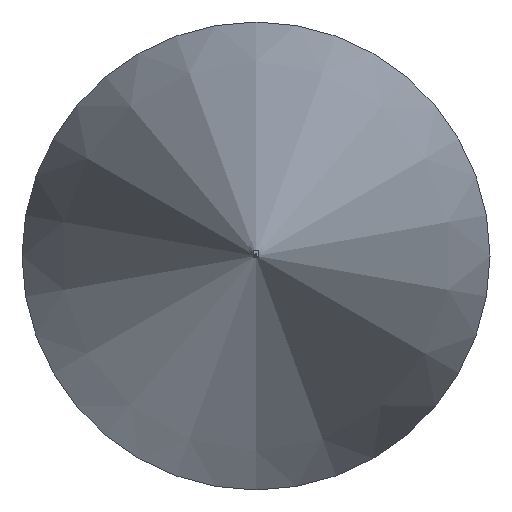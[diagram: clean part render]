
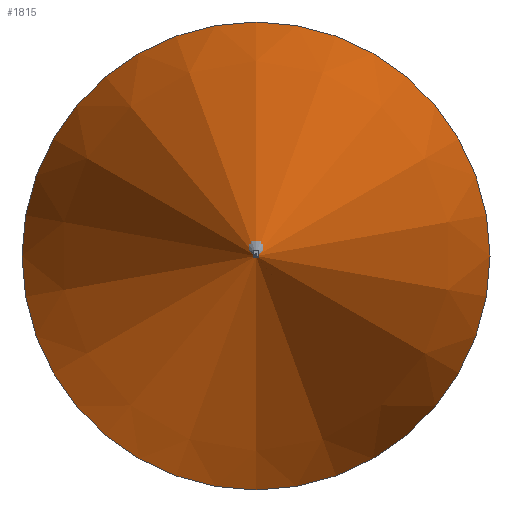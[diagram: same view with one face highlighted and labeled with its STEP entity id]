
A CAD part, front view. The second image highlights one B-rep face of the part: STEP entity #1815.
In plain terms, the highlighted conical face has half-angle 14.5 degrees and reference radius 155.361 mm.
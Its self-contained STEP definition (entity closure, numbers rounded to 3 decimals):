
#31=CONICAL_SURFACE('',#2007,155.361,0.253);
#196=FACE_OUTER_BOUND('',#304,.T.);
#304=EDGE_LOOP('',(#1673,#1674,#1675,#1676));
#336=CIRCLE('',#2006,310.531);
#337=CIRCLE('',#2008,0.19);
#505=LINE('',#3162,#673);
#673=VECTOR('',#2555,155.361);
#896=VERTEX_POINT('',#3157);
#897=VERTEX_POINT('',#3160);
#1155=EDGE_CURVE('',#896,#896,#336,.T.);
#1156=EDGE_CURVE('',#897,#897,#337,.T.);
#1157=EDGE_CURVE('',#897,#896,#505,.T.);
#1673=ORIENTED_EDGE('',*,*,#1156,.F.);
#1674=ORIENTED_EDGE('',*,*,#1157,.T.);
#1675=ORIENTED_EDGE('',*,*,#1155,.T.);
#1676=ORIENTED_EDGE('',*,*,#1157,.F.);
#1815=ADVANCED_FACE('',(#196),#31,.T.);
#2006=AXIS2_PLACEMENT_3D('',#3158,#2549,#2550);
#2007=AXIS2_PLACEMENT_3D('',#3159,#2551,#2552);
#2008=AXIS2_PLACEMENT_3D('',#3161,#2553,#2554);
#2549=DIRECTION('center_axis',(0.,-1.,0.));
#2550=DIRECTION('ref_axis',(1.,0.,0.));
#2551=DIRECTION('center_axis',(0.,1.,0.));
#2552=DIRECTION('ref_axis',(0.,0.,-1.));
#2553=DIRECTION('center_axis',(0.,-1.,0.));
#2554=DIRECTION('ref_axis',(1.,0.,0.));
#2555=DIRECTION('',(0.,0.968,0.25));
#3157=CARTESIAN_POINT('',(0.,1201.01,309.031));
#3158=CARTESIAN_POINT('Origin',(0.,1201.01,-1.5));
#3159=CARTESIAN_POINT('Origin',(0.,601.01,-1.5));
#3160=CARTESIAN_POINT('',(0.,1.01,-1.31));
#3161=CARTESIAN_POINT('Origin',(0.,1.01,-1.5));
#3162=CARTESIAN_POINT('',(0.,601.01,153.861));
